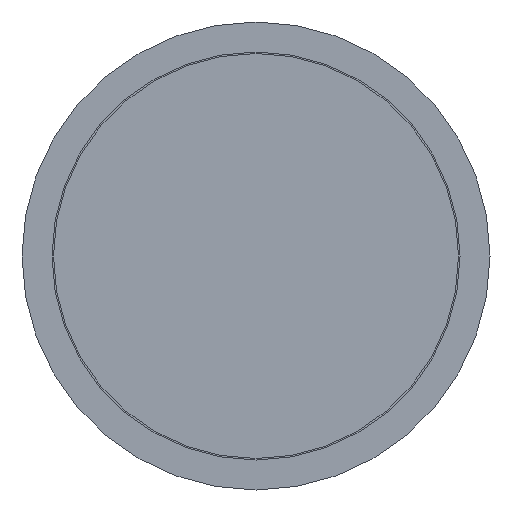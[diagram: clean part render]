
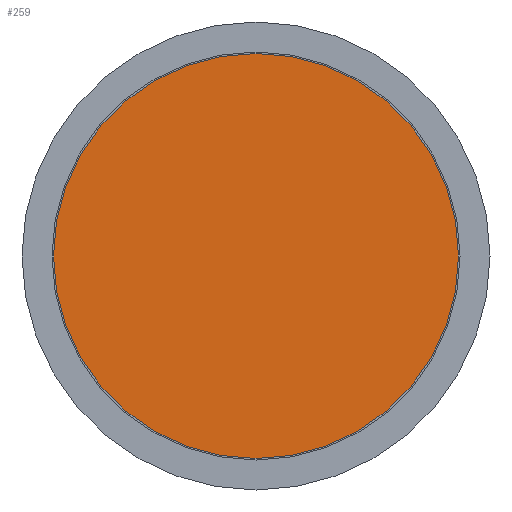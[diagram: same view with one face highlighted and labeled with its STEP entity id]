
A CAD part, front view. The second image highlights one B-rep face of the part: STEP entity #259.
In plain terms, the highlighted planar face has unit normal (0, -1, 0).
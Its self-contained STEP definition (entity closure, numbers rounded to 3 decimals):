
#37 = FACE_OUTER_BOUND ( 'NONE', #163, .T. ) ;
#40 = EDGE_CURVE ( 'NONE', #421, #421, #64, .T. ) ;
#47 = DIRECTION ( 'NONE',  ( 0., -1., 0. ) ) ;
#64 = CIRCLE ( 'NONE', #601, 33.75 ) ;
#163 = EDGE_LOOP ( 'NONE', ( #591 ) ) ;
#259 = ADVANCED_FACE ( 'NONE', ( #37 ), #407, .F. ) ;
#273 = CARTESIAN_POINT ( 'NONE',  ( 0., 0., -33.75 ) ) ;
#337 = DIRECTION ( 'NONE',  ( 0., 0., 1. ) ) ;
#342 = CARTESIAN_POINT ( 'NONE',  ( -33.75, 0., 0. ) ) ;
#407 = PLANE ( 'NONE',  #892 ) ;
#419 = DIRECTION ( 'NONE',  ( 0., 0., -1. ) ) ;
#421 = VERTEX_POINT ( 'NONE', #273 ) ;
#519 = CARTESIAN_POINT ( 'NONE',  ( 0., 0., 0. ) ) ;
#591 = ORIENTED_EDGE ( 'NONE', *, *, #40, .T. ) ;
#601 = AXIS2_PLACEMENT_3D ( 'NONE', #519, #47, #419 ) ;
#892 = AXIS2_PLACEMENT_3D ( 'NONE', #342, #898, #337 ) ;
#898 = DIRECTION ( 'NONE',  ( 0., 1., 0. ) ) ;
